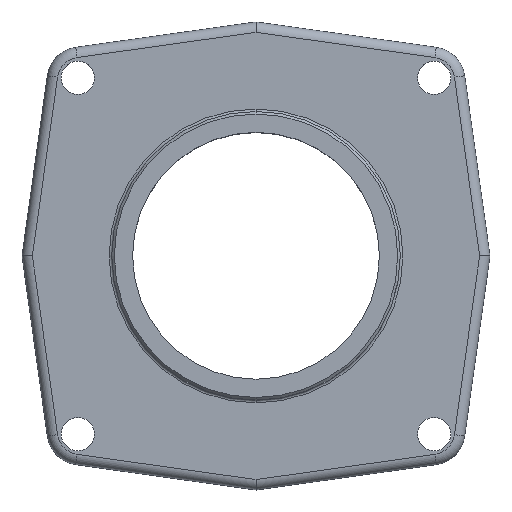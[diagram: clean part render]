
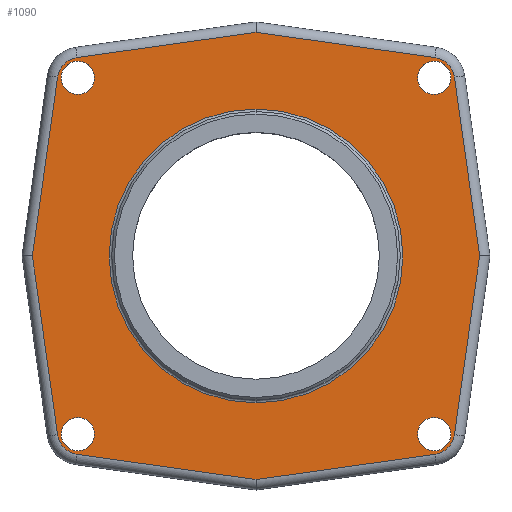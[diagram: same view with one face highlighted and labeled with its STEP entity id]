
A CAD part, top view. The second image highlights one B-rep face of the part: STEP entity #1090.
In plain terms, the highlighted planar face has unit normal (0, 0, 1).
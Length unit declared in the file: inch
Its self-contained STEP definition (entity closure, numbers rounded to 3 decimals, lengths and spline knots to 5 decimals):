
#5=DIRECTION('',(-0.99,-0.139,0.));
#6=VECTOR('',#5,2.19414);
#7=CARTESIAN_POINT('',(2.17279,-2.41216,0.7505));
#8=LINE('',#7,#6);
#18=CARTESIAN_POINT('',(2.16551,-2.16551,0.7505));
#19=DIRECTION('',(0.,0.,-1.));
#20=DIRECTION('',(-1.,0.,0.));
#21=AXIS2_PLACEMENT_3D('',#18,#19,#20);
#23=CARTESIAN_POINT('',(2.16551,-2.16551,0.7505));
#24=DIRECTION('',(0.,0.,-1.));
#25=DIRECTION('',(1.,0.,0.));
#26=AXIS2_PLACEMENT_3D('',#23,#24,#25);
#28=CARTESIAN_POINT('',(2.16551,2.16551,0.7505));
#29=DIRECTION('',(0.,0.,-1.));
#30=DIRECTION('',(-1.,0.,0.));
#31=AXIS2_PLACEMENT_3D('',#28,#29,#30);
#33=CARTESIAN_POINT('',(2.16551,2.16551,0.7505));
#34=DIRECTION('',(0.,0.,-1.));
#35=DIRECTION('',(1.,0.,0.));
#36=AXIS2_PLACEMENT_3D('',#33,#34,#35);
#38=CARTESIAN_POINT('',(-2.16551,2.16551,0.7505));
#39=DIRECTION('',(0.,0.,-1.));
#40=DIRECTION('',(-1.,0.,0.));
#41=AXIS2_PLACEMENT_3D('',#38,#39,#40);
#43=CARTESIAN_POINT('',(-2.16551,2.16551,0.7505));
#44=DIRECTION('',(0.,0.,-1.));
#45=DIRECTION('',(1.,0.,0.));
#46=AXIS2_PLACEMENT_3D('',#43,#44,#45);
#48=CARTESIAN_POINT('',(-2.16551,-2.16551,0.7505));
#49=DIRECTION('',(0.,0.,-1.));
#50=DIRECTION('',(-1.,0.,0.));
#51=AXIS2_PLACEMENT_3D('',#48,#49,#50);
#53=CARTESIAN_POINT('',(-2.16551,-2.16551,0.7505));
#54=DIRECTION('',(0.,0.,-1.));
#55=DIRECTION('',(1.,0.,0.));
#56=AXIS2_PLACEMENT_3D('',#53,#54,#55);
#294=DIRECTION('',(-0.139,0.99,0.));
#295=VECTOR('',#294,2.19414);
#296=CARTESIAN_POINT('',(-2.41216,-2.17279,0.7505));
#297=LINE('',#296,#295);
#321=CARTESIAN_POINT('',(-2.13364,-2.13364,0.7505));
#322=DIRECTION('',(0.,0.,-1.));
#323=DIRECTION('',(-0.139,-0.99,0.));
#324=AXIS2_PLACEMENT_3D('',#321,#322,#323);
#339=DIRECTION('',(-0.99,0.139,0.));
#340=VECTOR('',#339,2.19414);
#341=CARTESIAN_POINT('',(0.,-2.71752,0.7505));
#342=LINE('',#341,#340);
#356=DIRECTION('',(0.139,0.99,0.));
#357=VECTOR('',#356,2.19414);
#358=CARTESIAN_POINT('',(-2.71752,0.,0.7505));
#359=LINE('',#358,#357);
#373=CARTESIAN_POINT('',(-2.13364,2.13364,0.7505));
#374=DIRECTION('',(0.,0.,-1.));
#375=DIRECTION('',(-0.99,0.139,0.));
#376=AXIS2_PLACEMENT_3D('',#373,#374,#375);
#383=DIRECTION('',(0.99,0.139,0.));
#384=VECTOR('',#383,2.19414);
#385=CARTESIAN_POINT('',(-2.17279,2.41216,0.7505));
#386=LINE('',#385,#384);
#412=DIRECTION('',(0.99,-0.139,0.));
#413=VECTOR('',#412,2.19414);
#414=CARTESIAN_POINT('',(0.,2.71752,0.7505));
#415=LINE('',#414,#413);
#430=CARTESIAN_POINT('',(2.13364,2.13364,0.7505));
#431=DIRECTION('',(0.,0.,-1.));
#432=DIRECTION('',(0.139,0.99,0.));
#433=AXIS2_PLACEMENT_3D('',#430,#431,#432);
#448=DIRECTION('',(0.139,-0.99,0.));
#449=VECTOR('',#448,2.19414);
#450=CARTESIAN_POINT('',(2.41216,2.17279,0.7505));
#451=LINE('',#450,#449);
#465=DIRECTION('',(-0.139,-0.99,0.));
#466=VECTOR('',#465,2.19414);
#467=CARTESIAN_POINT('',(2.71752,0.,0.7505));
#468=LINE('',#467,#466);
#491=CARTESIAN_POINT('',(2.13364,-2.13364,0.7505));
#492=DIRECTION('',(0.,0.,-1.));
#493=DIRECTION('',(0.99,-0.139,0.));
#494=AXIS2_PLACEMENT_3D('',#491,#492,#493);
#765=CARTESIAN_POINT('',(0.,0.,0.7505));
#766=DIRECTION('',(0.,0.,1.));
#767=DIRECTION('',(0.,1.,0.));
#768=AXIS2_PLACEMENT_3D('',#765,#766,#767);
#780=CARTESIAN_POINT('',(0.,0.,0.7505));
#781=DIRECTION('',(0.,0.,1.));
#782=DIRECTION('',(0.,-1.,0.));
#783=AXIS2_PLACEMENT_3D('',#780,#781,#782);
#891=CARTESIAN_POINT('',(-2.17279,2.41216,0.7505));
#892=CARTESIAN_POINT('',(0.,2.71752,0.7505));
#893=VERTEX_POINT('',#891);
#894=VERTEX_POINT('',#892);
#901=CARTESIAN_POINT('',(-2.41216,2.17279,0.7505));
#902=VERTEX_POINT('',#901);
#905=CARTESIAN_POINT('',(-2.71752,0.,0.7505));
#906=VERTEX_POINT('',#905);
#909=CARTESIAN_POINT('',(2.17279,2.41216,0.7505));
#910=VERTEX_POINT('',#909);
#913=CARTESIAN_POINT('',(2.41216,2.17279,0.7505));
#914=VERTEX_POINT('',#913);
#915=CARTESIAN_POINT('',(2.71752,0.,0.7505));
#916=VERTEX_POINT('',#915);
#921=CARTESIAN_POINT('',(2.41216,-2.17279,0.7505));
#922=VERTEX_POINT('',#921);
#925=CARTESIAN_POINT('',(2.17279,-2.41216,0.7505));
#926=VERTEX_POINT('',#925);
#927=CARTESIAN_POINT('',(0.,-2.71752,0.7505));
#928=VERTEX_POINT('',#927);
#931=CARTESIAN_POINT('',(-2.41216,-2.17279,0.7505));
#932=VERTEX_POINT('',#931);
#937=CARTESIAN_POINT('',(-2.17279,-2.41216,0.7505));
#938=VERTEX_POINT('',#937);
#939=CARTESIAN_POINT('',(0.,1.785,0.7505));
#940=CARTESIAN_POINT('',(0.,-1.785,0.7505));
#941=VERTEX_POINT('',#939);
#942=VERTEX_POINT('',#940);
#959=CARTESIAN_POINT('',(-2.36864,-2.16551,0.7505));
#960=CARTESIAN_POINT('',(-1.96239,-2.16551,0.7505));
#961=VERTEX_POINT('',#959);
#962=VERTEX_POINT('',#960);
#967=CARTESIAN_POINT('',(-2.36864,2.16551,0.7505));
#968=CARTESIAN_POINT('',(-1.96239,2.16551,0.7505));
#969=VERTEX_POINT('',#967);
#970=VERTEX_POINT('',#968);
#975=CARTESIAN_POINT('',(1.96239,2.16551,0.7505));
#976=CARTESIAN_POINT('',(2.36864,2.16551,0.7505));
#977=VERTEX_POINT('',#975);
#978=VERTEX_POINT('',#976);
#983=CARTESIAN_POINT('',(1.96239,-2.16551,0.7505));
#984=CARTESIAN_POINT('',(2.36864,-2.16551,0.7505));
#985=VERTEX_POINT('',#983);
#986=VERTEX_POINT('',#984);
#1030=CARTESIAN_POINT('',(0.,0.,0.7505));
#1031=DIRECTION('',(0.,0.,1.));
#1032=DIRECTION('',(0.,1.,0.));
#1033=AXIS2_PLACEMENT_3D('',#1030,#1031,#1032);
#1034=PLANE('',#1033);
#1036=ORIENTED_EDGE('',*,*,#1035,.T.);
#1038=ORIENTED_EDGE('',*,*,#1037,.T.);
#1040=ORIENTED_EDGE('',*,*,#1039,.T.);
#1042=ORIENTED_EDGE('',*,*,#1041,.T.);
#1044=ORIENTED_EDGE('',*,*,#1043,.T.);
#1046=ORIENTED_EDGE('',*,*,#1045,.T.);
#1047=ORIENTED_EDGE('',*,*,#1020,.T.);
#1049=ORIENTED_EDGE('',*,*,#1048,.T.);
#1051=ORIENTED_EDGE('',*,*,#1050,.T.);
#1053=ORIENTED_EDGE('',*,*,#1052,.T.);
#1055=ORIENTED_EDGE('',*,*,#1054,.T.);
#1057=ORIENTED_EDGE('',*,*,#1056,.T.);
#1058=EDGE_LOOP('',(#1036,#1038,#1040,#1042,#1044,#1046,#1047,#1049,#1051,#1053,
#1055,#1057));
#1059=FACE_OUTER_BOUND('',#1058,.F.);
#1061=ORIENTED_EDGE('',*,*,#1060,.F.);
#1063=ORIENTED_EDGE('',*,*,#1062,.F.);
#1064=EDGE_LOOP('',(#1061,#1063));
#1065=FACE_BOUND('',#1064,.F.);
#1067=ORIENTED_EDGE('',*,*,#1066,.F.);
#1069=ORIENTED_EDGE('',*,*,#1068,.F.);
#1070=EDGE_LOOP('',(#1067,#1069));
#1071=FACE_BOUND('',#1070,.F.);
#1073=ORIENTED_EDGE('',*,*,#1072,.F.);
#1075=ORIENTED_EDGE('',*,*,#1074,.F.);
#1076=EDGE_LOOP('',(#1073,#1075));
#1077=FACE_BOUND('',#1076,.F.);
#1079=ORIENTED_EDGE('',*,*,#1078,.T.);
#1081=ORIENTED_EDGE('',*,*,#1080,.T.);
#1082=EDGE_LOOP('',(#1079,#1081));
#1083=FACE_BOUND('',#1082,.F.);
#1085=ORIENTED_EDGE('',*,*,#1084,.F.);
#1087=ORIENTED_EDGE('',*,*,#1086,.F.);
#1088=EDGE_LOOP('',(#1085,#1087));
#1089=FACE_BOUND('',#1088,.F.);
#1090=ADVANCED_FACE('',(#1059,#1065,#1071,#1077,#1083,#1089),#1034,.T.);
#22=CIRCLE('',#21,0.20313);
#27=CIRCLE('',#26,0.20313);
#32=CIRCLE('',#31,0.20313);
#37=CIRCLE('',#36,0.20313);
#42=CIRCLE('',#41,0.20313);
#47=CIRCLE('',#46,0.20313);
#52=CIRCLE('',#51,0.20313);
#57=CIRCLE('',#56,0.20313);
#325=CIRCLE('',#324,0.28125);
#377=CIRCLE('',#376,0.28125);
#434=CIRCLE('',#433,0.28125);
#495=CIRCLE('',#494,0.28125);
#769=CIRCLE('',#768,1.785);
#784=CIRCLE('',#783,1.785);
#1020=EDGE_CURVE('',#926,#928,#8,.T.);
#1035=EDGE_CURVE('',#893,#894,#386,.T.);
#1037=EDGE_CURVE('',#894,#910,#415,.T.);
#1039=EDGE_CURVE('',#910,#914,#434,.T.);
#1041=EDGE_CURVE('',#914,#916,#451,.T.);
#1043=EDGE_CURVE('',#916,#922,#468,.T.);
#1045=EDGE_CURVE('',#922,#926,#495,.T.);
#1048=EDGE_CURVE('',#928,#938,#342,.T.);
#1050=EDGE_CURVE('',#938,#932,#325,.T.);
#1052=EDGE_CURVE('',#932,#906,#297,.T.);
#1054=EDGE_CURVE('',#906,#902,#359,.T.);
#1056=EDGE_CURVE('',#902,#893,#377,.T.);
#1060=EDGE_CURVE('',#985,#986,#22,.T.);
#1062=EDGE_CURVE('',#986,#985,#27,.T.);
#1066=EDGE_CURVE('',#977,#978,#32,.T.);
#1068=EDGE_CURVE('',#978,#977,#37,.T.);
#1072=EDGE_CURVE('',#969,#970,#42,.T.);
#1074=EDGE_CURVE('',#970,#969,#47,.T.);
#1078=EDGE_CURVE('',#941,#942,#769,.T.);
#1080=EDGE_CURVE('',#942,#941,#784,.T.);
#1084=EDGE_CURVE('',#961,#962,#52,.T.);
#1086=EDGE_CURVE('',#962,#961,#57,.T.);
